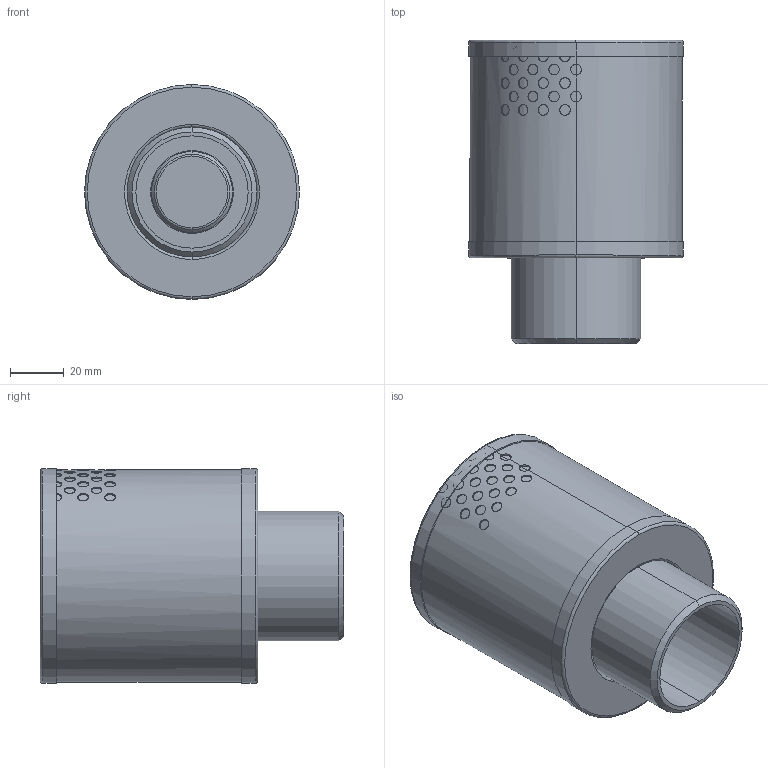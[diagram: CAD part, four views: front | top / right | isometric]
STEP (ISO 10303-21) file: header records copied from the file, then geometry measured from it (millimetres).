
FILE_DESCRIPTION((''),'2;1');
FILE_NAME('401-00020_ASM','2023-02-22T',('wgehrig'),('vacuvane vacuum technology gmbh'),'CREO PARAMETRIC BY PTC INC, 2018360','CREO PARAMETRIC BY PTC INC, 2018360','');
FILE_SCHEMA(('CONFIG_CONTROL_DESIGN'));
Length unit declared in the file: millimetre
Products named in the file (6): 401-00020-01; 401-00020-05; 401-00020-03; 401-00020-04; 401-00020-02; 401-00020_ASM
Assembly tree (5 placements, depth 2):
  401-00020_ASM
    401-00020-01
    401-00020-05
    401-00020-03
    401-00020-04
    401-00020-02
Bounding box: 80 x 113 x 80 mm (x, y, z)
Volume: 129001.9 mm3; surface area: 115747.8 mm2
Topology: 5 solids, 5 shells, 112 faces, 284 edges, 182 vertices
Faces by surface type: cylinder 68, torus 20, plane 18, cone 6
Entity records: 4507 total; most frequent: CARTESIAN_POINT 1671, ORIENTED_EDGE 568, DIRECTION 536, EDGE_CURVE 284, AXIS2_PLACEMENT_3D 227, VERTEX_POINT 182, EDGE_LOOP 160, FACE_OUTER_BOUND 112
